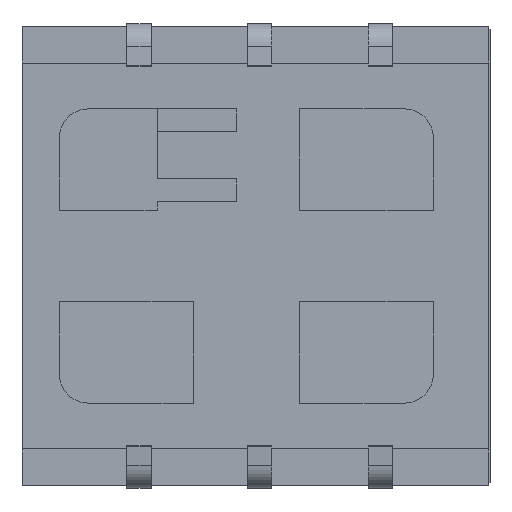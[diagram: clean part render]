
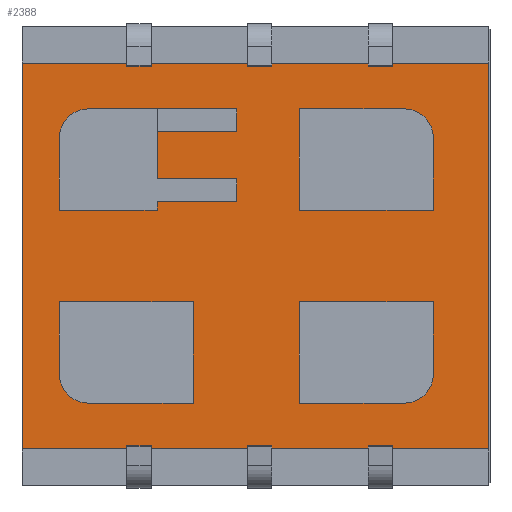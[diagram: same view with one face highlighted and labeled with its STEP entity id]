
A CAD part, front view. The second image highlights one B-rep face of the part: STEP entity #2388.
In plain terms, the highlighted planar face has unit normal (0, -1, 0).
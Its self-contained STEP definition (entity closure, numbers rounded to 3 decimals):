
#878=DIRECTION('',(0.,0.,-1.));
#879=VECTOR('',#878,8.128);
#880=CARTESIAN_POINT('',(102.794,-4.47,-0.711));
#881=LINE('',#880,#879);
#1128=DIRECTION('',(-1.,0.,0.));
#1129=VECTOR('',#1128,9.83);
#1130=CARTESIAN_POINT('',(102.794,-4.47,-8.839));
#1131=LINE('',#1130,#1129);
#1132=DIRECTION('',(-1.,0.,0.));
#1133=VECTOR('',#1132,9.83);
#1134=CARTESIAN_POINT('',(102.794,-4.47,-0.711));
#1135=LINE('',#1134,#1133);
#1136=DIRECTION('',(0.,0.,-1.));
#1137=VECTOR('',#1136,1.524);
#1138=CARTESIAN_POINT('',(101.625,-4.47,-2.286));
#1139=LINE('',#1138,#1137);
#1140=DIRECTION('',(1.,0.,0.));
#1141=VECTOR('',#1140,2.21);
#1142=CARTESIAN_POINT('',(98.806,-4.47,-1.676));
#1143=LINE('',#1142,#1141);
#1144=DIRECTION('',(0.,0.,1.));
#1145=VECTOR('',#1144,2.134);
#1146=CARTESIAN_POINT('',(98.806,-4.47,-3.81));
#1147=LINE('',#1146,#1145);
#1148=DIRECTION('',(-1.,0.,0.));
#1149=VECTOR('',#1148,2.819);
#1150=CARTESIAN_POINT('',(101.625,-4.47,-3.81));
#1151=LINE('',#1150,#1149);
#1152=DIRECTION('',(-1.,0.,0.));
#1153=VECTOR('',#1152,2.21);
#1154=CARTESIAN_POINT('',(101.016,-4.47,-7.874));
#1155=LINE('',#1154,#1153);
#1156=DIRECTION('',(0.,0.,-1.));
#1157=VECTOR('',#1156,1.524);
#1158=CARTESIAN_POINT('',(101.625,-4.47,-5.74));
#1159=LINE('',#1158,#1157);
#1160=DIRECTION('',(1.,0.,0.));
#1161=VECTOR('',#1160,2.819);
#1162=CARTESIAN_POINT('',(98.806,-4.47,-5.74));
#1163=LINE('',#1162,#1161);
#1164=DIRECTION('',(0.,0.,1.));
#1165=VECTOR('',#1164,2.134);
#1166=CARTESIAN_POINT('',(98.806,-4.47,-7.874));
#1167=LINE('',#1166,#1165);
#1168=DIRECTION('',(0.,0.,1.));
#1169=VECTOR('',#1168,1.524);
#1170=CARTESIAN_POINT('',(93.751,-4.47,-7.264));
#1171=LINE('',#1170,#1169);
#1172=DIRECTION('',(-1.,0.,0.));
#1173=VECTOR('',#1172,2.21);
#1174=CARTESIAN_POINT('',(96.571,-4.47,-7.874));
#1175=LINE('',#1174,#1173);
#1176=DIRECTION('',(0.,0.,-1.));
#1177=VECTOR('',#1176,2.134);
#1178=CARTESIAN_POINT('',(96.571,-4.47,-5.74));
#1179=LINE('',#1178,#1177);
#1180=DIRECTION('',(1.,0.,0.));
#1181=VECTOR('',#1180,2.819);
#1182=CARTESIAN_POINT('',(93.751,-4.47,-5.74));
#1183=LINE('',#1182,#1181);
#1184=DIRECTION('',(0.,0.,1.));
#1185=VECTOR('',#1184,1.524);
#1186=CARTESIAN_POINT('',(93.751,-4.47,-3.81));
#1187=LINE('',#1186,#1185);
#1188=DIRECTION('',(-1.,0.,0.));
#1189=VECTOR('',#1188,2.057);
#1190=CARTESIAN_POINT('',(95.809,-4.47,-3.81));
#1191=LINE('',#1190,#1189);
#1192=DIRECTION('',(0.,0.,-1.));
#1193=VECTOR('',#1192,0.178);
#1194=CARTESIAN_POINT('',(95.809,-4.47,-3.632));
#1195=LINE('',#1194,#1193);
#1196=DIRECTION('',(-1.,0.,0.));
#1197=VECTOR('',#1196,1.676);
#1198=CARTESIAN_POINT('',(97.485,-4.47,-3.632));
#1199=LINE('',#1198,#1197);
#1200=DIRECTION('',(0.,0.,-1.));
#1201=VECTOR('',#1200,0.483);
#1202=CARTESIAN_POINT('',(97.485,-4.47,-3.15));
#1203=LINE('',#1202,#1201);
#1204=DIRECTION('',(1.,0.,0.));
#1205=VECTOR('',#1204,1.676);
#1206=CARTESIAN_POINT('',(95.809,-4.47,-3.15));
#1207=LINE('',#1206,#1205);
#1208=DIRECTION('',(0.,0.,-1.));
#1209=VECTOR('',#1208,0.991);
#1210=CARTESIAN_POINT('',(95.809,-4.47,-2.159));
#1211=LINE('',#1210,#1209);
#1212=DIRECTION('',(-1.,0.,0.));
#1213=VECTOR('',#1212,1.676);
#1214=CARTESIAN_POINT('',(97.485,-4.47,-2.159));
#1215=LINE('',#1214,#1213);
#1216=DIRECTION('',(0.,0.,-1.));
#1217=VECTOR('',#1216,0.483);
#1218=CARTESIAN_POINT('',(97.485,-4.47,-1.676));
#1219=LINE('',#1218,#1217);
#1245=DIRECTION('',(0.,0.,1.));
#1246=VECTOR('',#1245,8.128);
#1247=CARTESIAN_POINT('',(92.964,-4.47,-8.839));
#1248=LINE('',#1247,#1246);
#1265=CARTESIAN_POINT('',(101.016,-4.47,-2.286));
#1266=DIRECTION('',(0.,1.,0.));
#1267=DIRECTION('',(0.,0.,1.));
#1268=AXIS2_PLACEMENT_3D('',#1265,#1266,#1267);
#1378=CARTESIAN_POINT('',(101.016,-4.47,-7.264));
#1379=DIRECTION('',(0.,1.,0.));
#1380=DIRECTION('',(1.,0.,0.));
#1381=AXIS2_PLACEMENT_3D('',#1378,#1379,#1380);
#1403=CARTESIAN_POINT('',(94.361,-4.47,-7.264));
#1404=DIRECTION('',(0.,1.,0.));
#1405=DIRECTION('',(0.,0.,-1.));
#1406=AXIS2_PLACEMENT_3D('',#1403,#1404,#1405);
#1428=CARTESIAN_POINT('',(94.361,-4.47,-2.286));
#1429=DIRECTION('',(0.,1.,0.));
#1430=DIRECTION('',(-1.,0.,0.));
#1431=AXIS2_PLACEMENT_3D('',#1428,#1429,#1430);
#1473=DIRECTION('',(1.,0.,0.));
#1474=VECTOR('',#1473,3.124);
#1475=CARTESIAN_POINT('',(94.361,-4.47,-1.676));
#1476=LINE('',#1475,#1474);
#1657=CARTESIAN_POINT('',(98.806,-4.47,-7.874));
#1658=CARTESIAN_POINT('',(98.806,-4.47,-5.74));
#1659=VERTEX_POINT('',#1657);
#1660=VERTEX_POINT('',#1658);
#1661=CARTESIAN_POINT('',(101.625,-4.47,-5.74));
#1662=VERTEX_POINT('',#1661);
#1663=CARTESIAN_POINT('',(98.806,-4.47,-3.81));
#1664=CARTESIAN_POINT('',(98.806,-4.47,-1.676));
#1665=VERTEX_POINT('',#1663);
#1666=VERTEX_POINT('',#1664);
#1667=CARTESIAN_POINT('',(101.625,-4.47,-3.81));
#1668=VERTEX_POINT('',#1667);
#1669=CARTESIAN_POINT('',(93.751,-4.47,-5.74));
#1670=CARTESIAN_POINT('',(96.571,-4.47,-5.74));
#1671=VERTEX_POINT('',#1669);
#1672=VERTEX_POINT('',#1670);
#1673=CARTESIAN_POINT('',(96.571,-4.47,-7.874));
#1674=VERTEX_POINT('',#1673);
#1675=CARTESIAN_POINT('',(97.485,-4.47,-1.676));
#1676=CARTESIAN_POINT('',(97.485,-4.47,-2.159));
#1677=VERTEX_POINT('',#1675);
#1678=VERTEX_POINT('',#1676);
#1679=CARTESIAN_POINT('',(95.809,-4.47,-2.159));
#1680=VERTEX_POINT('',#1679);
#1681=CARTESIAN_POINT('',(95.809,-4.47,-3.15));
#1682=VERTEX_POINT('',#1681);
#1683=CARTESIAN_POINT('',(97.485,-4.47,-3.15));
#1684=VERTEX_POINT('',#1683);
#1685=CARTESIAN_POINT('',(97.485,-4.47,-3.632));
#1686=VERTEX_POINT('',#1685);
#1687=CARTESIAN_POINT('',(95.809,-4.47,-3.632));
#1688=VERTEX_POINT('',#1687);
#1689=CARTESIAN_POINT('',(95.809,-4.47,-3.81));
#1690=VERTEX_POINT('',#1689);
#1691=CARTESIAN_POINT('',(93.751,-4.47,-3.81));
#1692=VERTEX_POINT('',#1691);
#1741=CARTESIAN_POINT('',(92.964,-4.47,-8.839));
#1742=VERTEX_POINT('',#1741);
#1743=CARTESIAN_POINT('',(92.964,-4.47,-0.711));
#1744=VERTEX_POINT('',#1743);
#1753=CARTESIAN_POINT('',(102.794,-4.47,-8.839));
#1754=VERTEX_POINT('',#1753);
#1755=CARTESIAN_POINT('',(102.794,-4.47,-0.711));
#1756=VERTEX_POINT('',#1755);
#1817=CARTESIAN_POINT('',(101.016,-4.47,-1.676));
#1818=VERTEX_POINT('',#1817);
#1819=CARTESIAN_POINT('',(101.625,-4.47,-2.286));
#1820=VERTEX_POINT('',#1819);
#1825=CARTESIAN_POINT('',(101.625,-4.47,-7.264));
#1826=VERTEX_POINT('',#1825);
#1827=CARTESIAN_POINT('',(101.016,-4.47,-7.874));
#1828=VERTEX_POINT('',#1827);
#1833=CARTESIAN_POINT('',(94.361,-4.47,-7.874));
#1834=VERTEX_POINT('',#1833);
#1835=CARTESIAN_POINT('',(93.751,-4.47,-7.264));
#1836=VERTEX_POINT('',#1835);
#1841=CARTESIAN_POINT('',(93.751,-4.47,-2.286));
#1842=VERTEX_POINT('',#1841);
#1843=CARTESIAN_POINT('',(94.361,-4.47,-1.676));
#1844=VERTEX_POINT('',#1843);
#2315=CARTESIAN_POINT('',(97.993,-4.47,-4.775));
#2316=DIRECTION('',(0.,-1.,0.));
#2317=DIRECTION('',(0.,0.,1.));
#2318=AXIS2_PLACEMENT_3D('',#2315,#2316,#2317);
#2319=PLANE('',#2318);
#2321=ORIENTED_EDGE('',*,*,#2320,.T.);
#2323=ORIENTED_EDGE('',*,*,#2322,.T.);
#2324=ORIENTED_EDGE('',*,*,#2307,.F.);
#2325=ORIENTED_EDGE('',*,*,#2050,.T.);
#2326=EDGE_LOOP('',(#2321,#2323,#2324,#2325));
#2327=FACE_OUTER_BOUND('',#2326,.F.);
#2329=ORIENTED_EDGE('',*,*,#2328,.F.);
#2331=ORIENTED_EDGE('',*,*,#2330,.F.);
#2333=ORIENTED_EDGE('',*,*,#2332,.F.);
#2335=ORIENTED_EDGE('',*,*,#2334,.F.);
#2337=ORIENTED_EDGE('',*,*,#2336,.F.);
#2338=EDGE_LOOP('',(#2329,#2331,#2333,#2335,#2337));
#2339=FACE_BOUND('',#2338,.F.);
#2341=ORIENTED_EDGE('',*,*,#2340,.F.);
#2343=ORIENTED_EDGE('',*,*,#2342,.F.);
#2345=ORIENTED_EDGE('',*,*,#2344,.F.);
#2347=ORIENTED_EDGE('',*,*,#2346,.F.);
#2349=ORIENTED_EDGE('',*,*,#2348,.F.);
#2350=EDGE_LOOP('',(#2341,#2343,#2345,#2347,#2349));
#2351=FACE_BOUND('',#2350,.F.);
#2353=ORIENTED_EDGE('',*,*,#2352,.F.);
#2355=ORIENTED_EDGE('',*,*,#2354,.F.);
#2357=ORIENTED_EDGE('',*,*,#2356,.F.);
#2359=ORIENTED_EDGE('',*,*,#2358,.F.);
#2361=ORIENTED_EDGE('',*,*,#2360,.F.);
#2362=EDGE_LOOP('',(#2353,#2355,#2357,#2359,#2361));
#2363=FACE_BOUND('',#2362,.F.);
#2365=ORIENTED_EDGE('',*,*,#2364,.F.);
#2367=ORIENTED_EDGE('',*,*,#2366,.F.);
#2369=ORIENTED_EDGE('',*,*,#2368,.F.);
#2371=ORIENTED_EDGE('',*,*,#2370,.F.);
#2373=ORIENTED_EDGE('',*,*,#2372,.F.);
#2375=ORIENTED_EDGE('',*,*,#2374,.F.);
#2377=ORIENTED_EDGE('',*,*,#2376,.F.);
#2379=ORIENTED_EDGE('',*,*,#2378,.F.);
#2381=ORIENTED_EDGE('',*,*,#2380,.F.);
#2383=ORIENTED_EDGE('',*,*,#2382,.F.);
#2385=ORIENTED_EDGE('',*,*,#2384,.F.);
#2386=EDGE_LOOP('',(#2365,#2367,#2369,#2371,#2373,#2375,#2377,#2379,#2381,#2383,
#2385));
#2387=FACE_BOUND('',#2386,.F.);
#2388=ADVANCED_FACE('',(#2327,#2339,#2351,#2363,#2387),#2319,.T.);
#1269=CIRCLE('',#1268,0.61);
#1382=CIRCLE('',#1381,0.61);
#1407=CIRCLE('',#1406,0.61);
#1432=CIRCLE('',#1431,0.61);
#2050=EDGE_CURVE('',#1756,#1754,#881,.T.);
#2307=EDGE_CURVE('',#1756,#1744,#1135,.T.);
#2320=EDGE_CURVE('',#1754,#1742,#1131,.T.);
#2322=EDGE_CURVE('',#1742,#1744,#1248,.T.);
#2328=EDGE_CURVE('',#1820,#1668,#1139,.T.);
#2330=EDGE_CURVE('',#1818,#1820,#1269,.T.);
#2332=EDGE_CURVE('',#1666,#1818,#1143,.T.);
#2334=EDGE_CURVE('',#1665,#1666,#1147,.T.);
#2336=EDGE_CURVE('',#1668,#1665,#1151,.T.);
#2340=EDGE_CURVE('',#1828,#1659,#1155,.T.);
#2342=EDGE_CURVE('',#1826,#1828,#1382,.T.);
#2344=EDGE_CURVE('',#1662,#1826,#1159,.T.);
#2346=EDGE_CURVE('',#1660,#1662,#1163,.T.);
#2348=EDGE_CURVE('',#1659,#1660,#1167,.T.);
#2352=EDGE_CURVE('',#1836,#1671,#1171,.T.);
#2354=EDGE_CURVE('',#1834,#1836,#1407,.T.);
#2356=EDGE_CURVE('',#1674,#1834,#1175,.T.);
#2358=EDGE_CURVE('',#1672,#1674,#1179,.T.);
#2360=EDGE_CURVE('',#1671,#1672,#1183,.T.);
#2364=EDGE_CURVE('',#1844,#1677,#1476,.T.);
#2366=EDGE_CURVE('',#1842,#1844,#1432,.T.);
#2368=EDGE_CURVE('',#1692,#1842,#1187,.T.);
#2370=EDGE_CURVE('',#1690,#1692,#1191,.T.);
#2372=EDGE_CURVE('',#1688,#1690,#1195,.T.);
#2374=EDGE_CURVE('',#1686,#1688,#1199,.T.);
#2376=EDGE_CURVE('',#1684,#1686,#1203,.T.);
#2378=EDGE_CURVE('',#1682,#1684,#1207,.T.);
#2380=EDGE_CURVE('',#1680,#1682,#1211,.T.);
#2382=EDGE_CURVE('',#1678,#1680,#1215,.T.);
#2384=EDGE_CURVE('',#1677,#1678,#1219,.T.);
